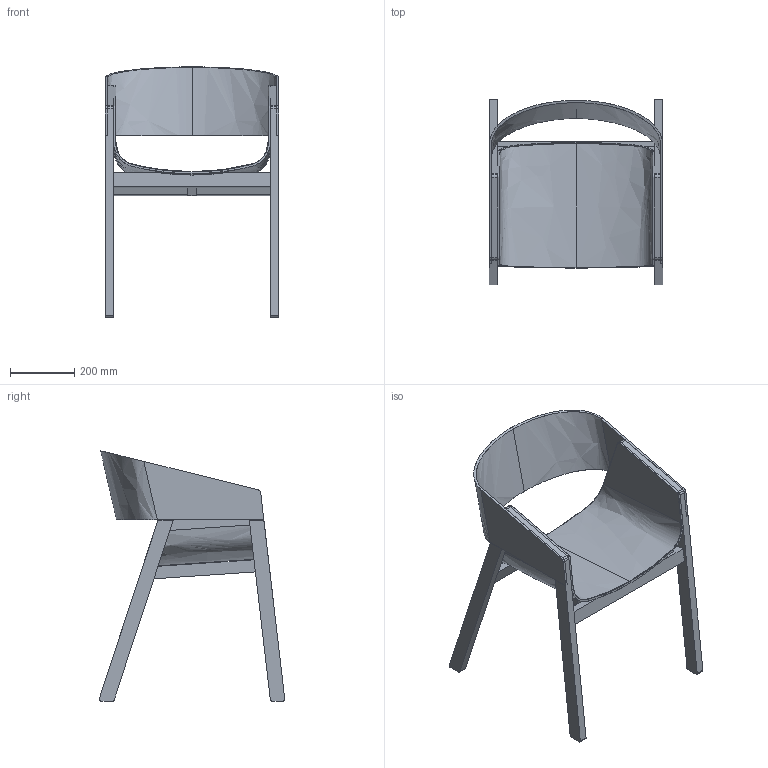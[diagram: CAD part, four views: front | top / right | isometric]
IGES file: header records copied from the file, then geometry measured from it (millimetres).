
Start section: SolidWorks IGES file using analytic representation for surfaces SolidWorks IGES file using analytic representation for surfaces SolidWorks IGES file using analytic representation for surfaces SolidWorks IGES file using analytic representation for surfaces SolidWorks IGES file using analytic representation for surfaces SolidWorks IGES file using analytic representation for surfaces SolidWorks IGES 
Global section: file name: 32H321 400.igs; native system: Rhinoceros ( Mar  9 2011 ); preprocessor: Trout Lake IGES 012 Mar  9 2011; date: 120327.084130; units: millimetre
Bounding box: 540 x 578.57 x 779.89 mm (x, y, z)
Surface area: 1752823.5 mm2 (no closed solid volume)
Topology: 0 solids, 0 shells, 141 faces, 1810 edges, 1810 vertices
Faces by surface type: bspline 141
